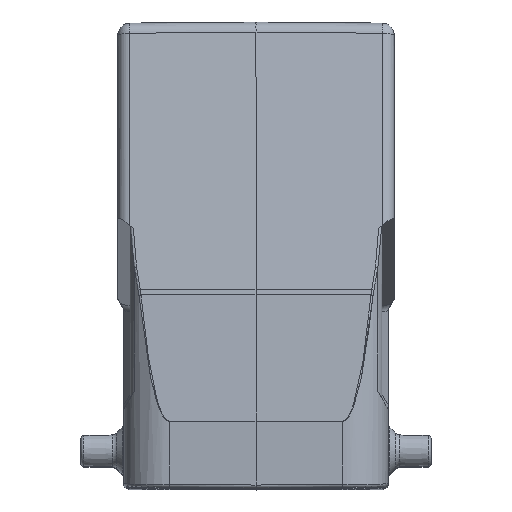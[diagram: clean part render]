
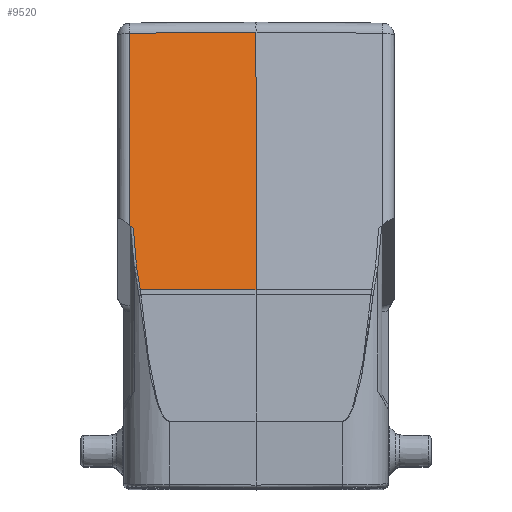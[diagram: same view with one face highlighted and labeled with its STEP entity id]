
A CAD part, top view. The second image highlights one B-rep face of the part: STEP entity #9520.
In plain terms, the highlighted planar face has unit normal (-0.009, 0.174, 0.985).
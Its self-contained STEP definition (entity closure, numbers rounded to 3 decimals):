
#37=DIRECTION('',(0.,-0.985,0.174));
#38=VECTOR('',#37,31.771);
#39=CARTESIAN_POINT('',(-20.517,19.584,50.546));
#40=LINE('',#39,#38);
#66=CARTESIAN_POINT('',(-20.517,-11.704,56.062));
#68=CARTESIAN_POINT('',(-19.449,-18.497,57.27));
#69=CARTESIAN_POINT('',(-19.749,-16.402,56.898));
#70=CARTESIAN_POINT('',(-19.895,-14.285,56.523));
#71=CARTESIAN_POINT('',(-19.963,-12.168,56.149));
#73=DIRECTION('',(-0.762,0.637,-0.119));
#74=VECTOR('',#73,0.727);
#75=CARTESIAN_POINT('',(-19.963,-12.168,56.149));
#76=LINE('',#75,#74);
#77=DIRECTION('',(1.,0.009,0.007));
#78=VECTOR('',#77,20.519);
#79=CARTESIAN_POINT('',(-20.517,19.584,50.546));
#80=LINE('',#79,#78);
#81=CARTESIAN_POINT('',(-18.848,-22.177,57.924));
#82=CARTESIAN_POINT('',(-19.075,-20.955,57.706));
#83=CARTESIAN_POINT('',(-19.272,-19.727,57.488));
#84=CARTESIAN_POINT('',(-19.449,-18.497,57.27));
#117=DIRECTION('',(1.,0.001,0.009));
#118=VECTOR('',#117,18.848);
#119=CARTESIAN_POINT('',(-18.848,-22.177,57.924));
#120=LINE('',#119,#118);
#161=DIRECTION('',(0.,0.985,-0.174));
#162=VECTOR('',#161,42.562);
#163=CARTESIAN_POINT('',(0.,-22.153,
58.087));
#164=LINE('',#163,#162);
#8009=VERTEX_POINT('',#66);
#8010=CARTESIAN_POINT('',(-20.517,19.584,50.546));
#8011=VERTEX_POINT('',#8010);
#8012=CARTESIAN_POINT('',(-19.963,-12.168,
56.149));
#8013=VERTEX_POINT('',#8012);
#8020=VERTEX_POINT('',#68);
#8021=CARTESIAN_POINT('',(0.,19.763,
50.696));
#8022=VERTEX_POINT('',#8021);
#8023=CARTESIAN_POINT('',(0.,-22.153,
58.087));
#8024=VERTEX_POINT('',#8023);
#8025=CARTESIAN_POINT('',(-18.848,-22.177,
57.924));
#8026=VERTEX_POINT('',#8025);
#9501=CARTESIAN_POINT('',(0.,21.415,50.404));
#9502=DIRECTION('',(-0.009,0.174,0.985));
#9503=DIRECTION('',(0.,-0.985,0.174));
#9504=AXIS2_PLACEMENT_3D('',#9501,#9502,#9503);
#9505=PLANE('',#9504);
#9507=ORIENTED_EDGE('',*,*,#9506,.T.);
#9508=ORIENTED_EDGE('',*,*,#9484,.T.);
#9509=ORIENTED_EDGE('',*,*,#9474,.F.);
#9511=ORIENTED_EDGE('',*,*,#9510,.T.);
#9513=ORIENTED_EDGE('',*,*,#9512,.F.);
#9515=ORIENTED_EDGE('',*,*,#9514,.F.);
#9517=ORIENTED_EDGE('',*,*,#9516,.T.);
#9518=EDGE_LOOP('',(#9507,#9508,#9509,#9511,#9513,#9515,#9517));
#9519=FACE_OUTER_BOUND('',#9518,.F.);
#9520=ADVANCED_FACE('',(#9519),#9505,.T.);
#72=B_SPLINE_CURVE_WITH_KNOTS('',3,(#68,#69,#70,#71),.UNSPECIFIED.,.F.,.F.,(4,
4),(0.,1.),.UNSPECIFIED.);
#85=B_SPLINE_CURVE_WITH_KNOTS('',3,(#81,#82,#83,#84),.UNSPECIFIED.,.F.,.F.,(4,
4),(0.,1.),.UNSPECIFIED.);
#9474=EDGE_CURVE('',#8011,#8009,#40,.T.);
#9484=EDGE_CURVE('',#8013,#8009,#76,.T.);
#9506=EDGE_CURVE('',#8020,#8013,#72,.T.);
#9510=EDGE_CURVE('',#8011,#8022,#80,.T.);
#9512=EDGE_CURVE('',#8024,#8022,#164,.T.);
#9514=EDGE_CURVE('',#8026,#8024,#120,.T.);
#9516=EDGE_CURVE('',#8026,#8020,#85,.T.);
